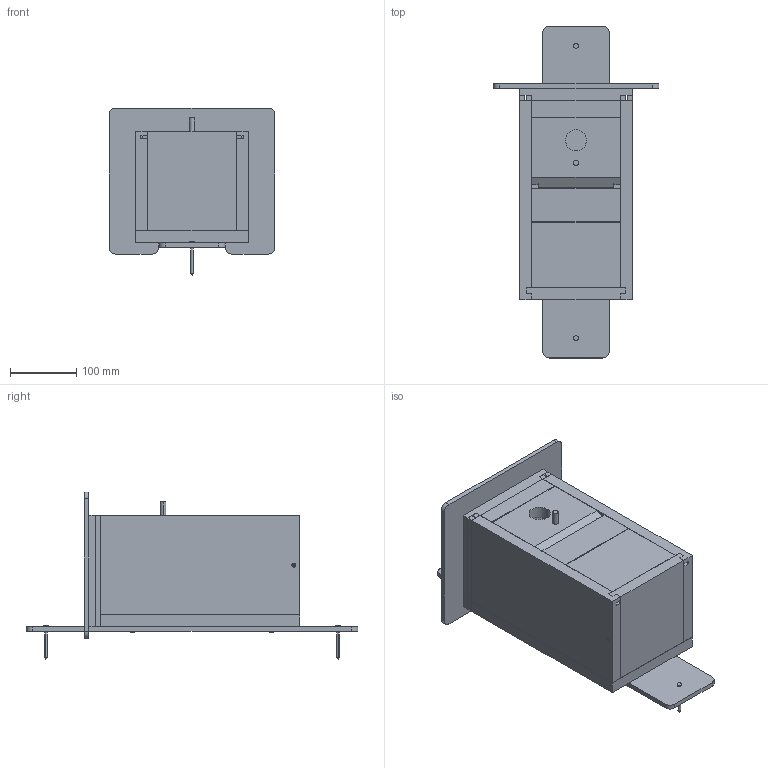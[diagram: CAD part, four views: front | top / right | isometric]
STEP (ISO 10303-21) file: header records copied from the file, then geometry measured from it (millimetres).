
FILE_DESCRIPTION (( 'STEP AP214' ), '1' );
FILE_NAME ('CAD_Ivonne_Vogelhaus.STEP', '2024-11-11T14:24:11', ( '' ), ( '' ), 'SwSTEP 2.0', 'SolidWorks 2024', '' );
FILE_SCHEMA (( 'AUTOMOTIVE_DESIGN' ));
Length unit declared in the file: millimetre
Products named in the file (1): CAD_Ivonne_Vogelhaus
Bounding box: 250 x 500 x 253 mm (x, y, z)
Volume: 4782955.3 mm3; surface area: 863836.7 mm2
Topology: 32 solids, 32 shells, 361 faces, 821 edges, 520 vertices
Faces by surface type: plane 203, cylinder 106, cone 52
Entity records: 10397 total; most frequent: DIRECTION 1781, CARTESIAN_POINT 1699, ORIENTED_EDGE 1634, EDGE_CURVE 817, AXIS2_PLACEMENT_3D 602, LINE 577, VECTOR 577, VERTEX_POINT 520
